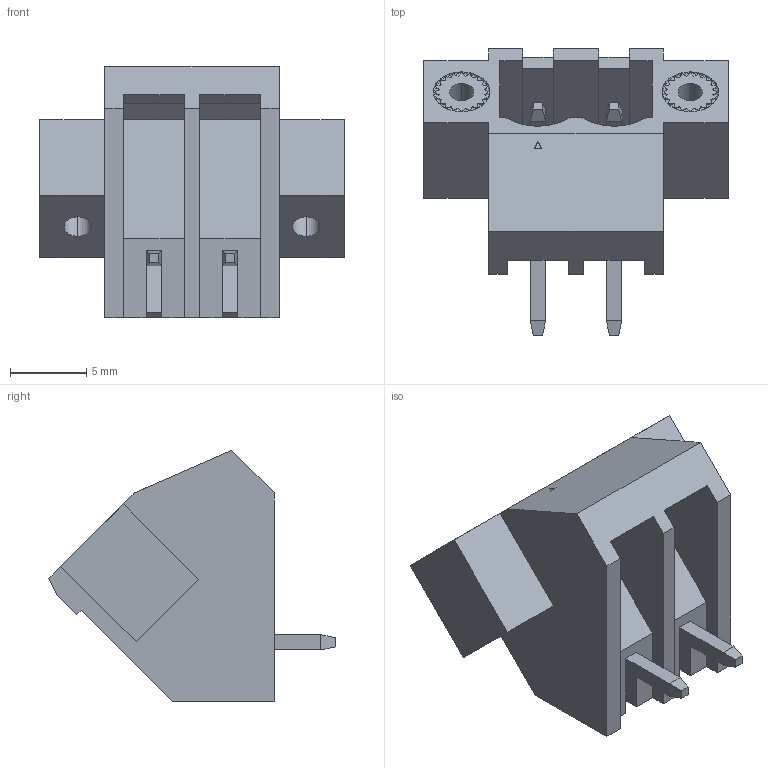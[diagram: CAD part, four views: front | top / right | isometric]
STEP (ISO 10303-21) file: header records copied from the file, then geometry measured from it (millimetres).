
FILE_DESCRIPTION (( 'STEP AP214' ), '1' );
FILE_NAME ('2EDGLM-5.0-02P-14-00AH.STEP', '2021-03-06T23:53:56', ( '' ), ( '' ), 'SwSTEP 2.0', 'SolidWorks 2020', '' );
FILE_SCHEMA (( 'AUTOMOTIVE_DESIGN' ));
Length unit declared in the file: millimetre
Products named in the file (1): 2EDGLM-5.0-02P-14-00AH
Bounding box: 20 x 18.8 x 16.5 mm (x, y, z)
Volume: 1258.1 mm3; surface area: 2080.4 mm2
Topology: 1 solids, 1 shells, 612 faces, 1659 edges, 1088 vertices
Faces by surface type: plane 438, bspline 138, cylinder 24, cone 8, torus 4
Entity records: 30932 total; most frequent: CARTESIAN_POINT 11734, ORIENTED_EDGE 3318, DIRECTION 2365, EDGE_CURVE 1659, VECTOR 1183, LINE 1183, VERTEX_POINT 1088, EDGE_LOOP 655
